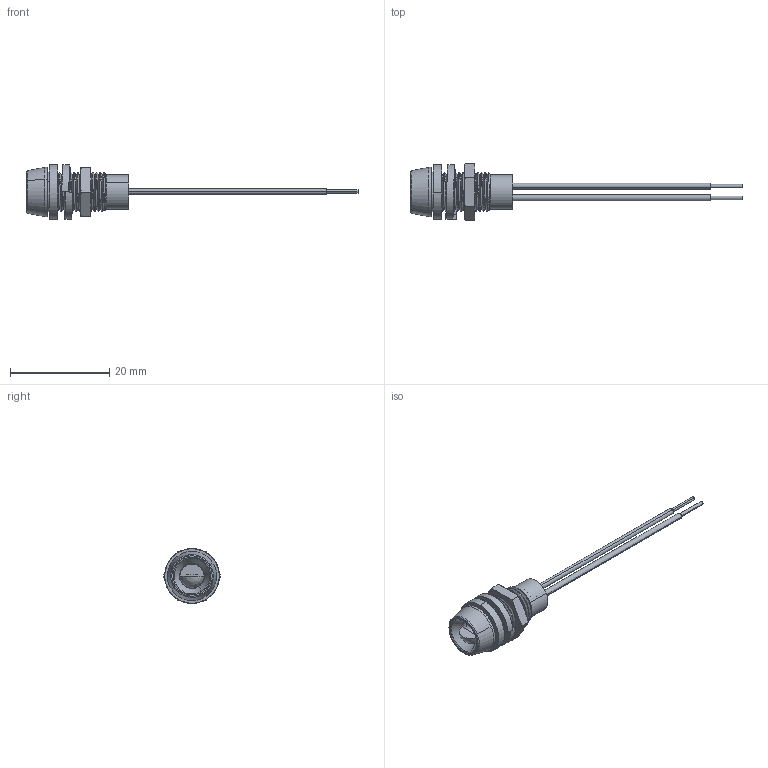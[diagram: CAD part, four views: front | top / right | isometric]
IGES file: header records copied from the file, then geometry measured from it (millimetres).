
Start section: SolidWorks IGES file using analytic representation for surfaces
Global section: file name: CRLB-1.IGS; native system: SolidWorks 2018; preprocessor: SolidWorks 2018; author: chwang; date: 190430.110619; units: foot
Bounding box: 66.98 x 11.55 x 11.07 mm (x, y, z)
Surface area: 2298.9 mm2 (no closed solid volume)
Topology: 0 solids, 0 shells, 167 faces, 2456 edges, 2453 vertices
Faces by surface type: revolution 101, bspline 66
